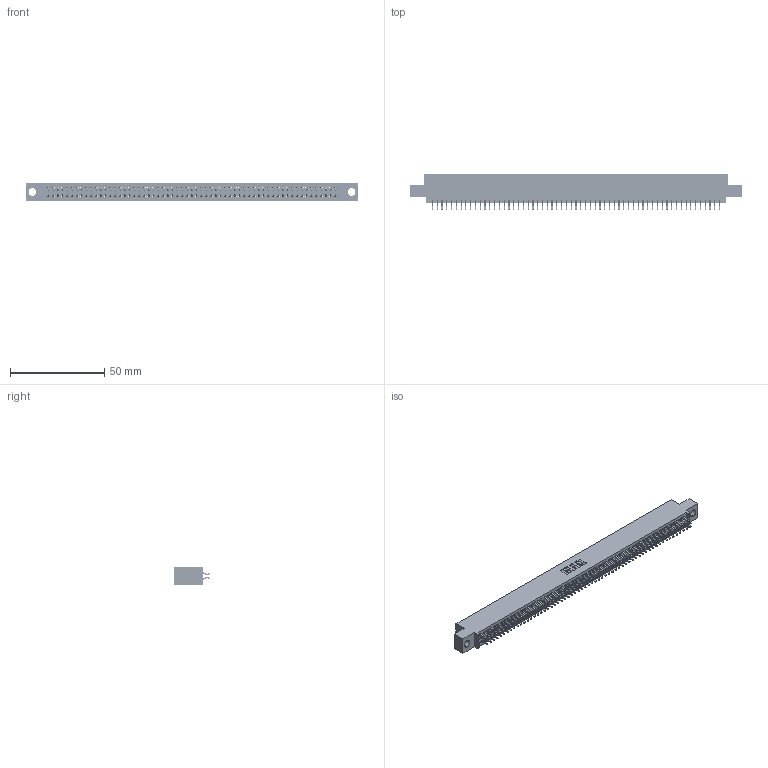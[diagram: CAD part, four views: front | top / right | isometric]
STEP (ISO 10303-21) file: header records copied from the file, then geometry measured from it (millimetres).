
FILE_DESCRIPTION (( 'STEP AP203' ), '1' );
FILE_NAME ('345-122-556-504.STEP', '2021-05-25T17:51:30', ( '' ), ( '' ), 'SwSTEP 2.0', 'SolidWorks 2020', '' );
FILE_SCHEMA (( 'CONFIG_CONTROL_DESIGN' ));
Length unit declared in the file: inch
Products named in the file (3): 345-292-001_556 Tail; 345 Part_0.110 Offset - 0.156 Dia-TI; 345-122-556-504
Assembly tree (123 placements, depth 2):
  345-122-556-504
    345 Part_0.110 Offset - 0.156 Dia-TI
    345-292-001_556 Tail  x122
Bounding box: 176.15 x 19.24 x 9.4 mm (x, y, z)
Volume: 17103.5 mm3; surface area: 25487.5 mm2
Topology: 123 solids, 123 shells, 6976 faces, 20763 edges, 13678 vertices
Faces by surface type: plane 4612, cylinder 2364
Entity records: 46075 total; most frequent: CARTESIAN_POINT 7726, ORIENTED_EDGE 7646, DIRECTION 6775, EDGE_CURVE 3823, LINE 3439, VECTOR 3439, VERTEX_POINT 2546, AXIS2_PLACEMENT_3D 1668
